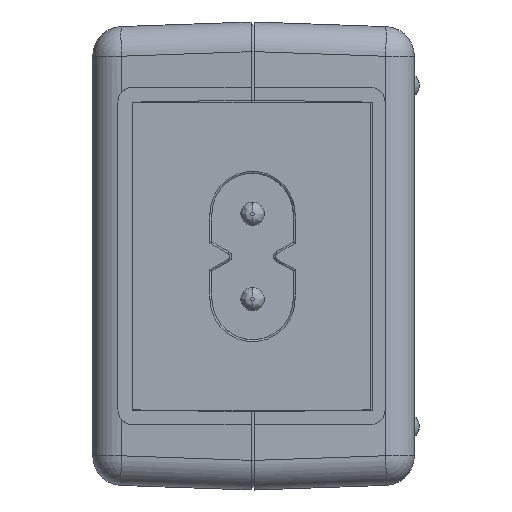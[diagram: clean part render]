
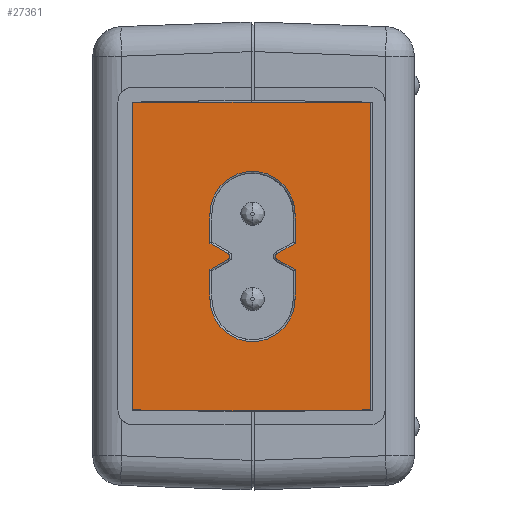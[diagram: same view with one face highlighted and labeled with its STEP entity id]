
A CAD part, left-side view. The second image highlights one B-rep face of the part: STEP entity #27361.
In plain terms, the highlighted face is planar.
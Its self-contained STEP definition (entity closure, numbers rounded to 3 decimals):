
#26550=DIRECTION('',(0.,-1.,0.));
#26551=VECTOR('',#26550,24.2);
#26552=CARTESIAN_POINT('',(-15.6,12.1,0.));
#26553=LINE('',#26552,#26551);
#26554=DIRECTION('',(1.,0.,0.));
#26555=VECTOR('',#26554,31.2);
#26556=CARTESIAN_POINT('',(-15.6,-12.1,0.));
#26557=LINE('',#26556,#26555);
#26558=DIRECTION('',(0.,1.,0.));
#26559=VECTOR('',#26558,24.2);
#26560=CARTESIAN_POINT('',(15.6,-12.1,0.));
#26561=LINE('',#26560,#26559);
#26562=DIRECTION('',(-1.,0.,0.));
#26563=VECTOR('',#26562,31.2);
#26564=CARTESIAN_POINT('',(15.6,12.1,0.));
#26565=LINE('',#26564,#26563);
#26566=DIRECTION('',(0.5,0.866,0.));
#26567=VECTOR('',#26566,2.124);
#26568=CARTESIAN_POINT('',(0.269,2.461,0.));
#26569=LINE('',#26568,#26567);
#26570=CARTESIAN_POINT('',(4.3,0.,0.));
#26571=DIRECTION('',(0.,0.,-1.));
#26572=DIRECTION('',(0.,1.,0.));
#26573=AXIS2_PLACEMENT_3D('',#26570,#26571,#26572);
#26575=DIRECTION('',(-0.5,0.866,0.));
#26576=VECTOR('',#26575,2.124);
#26577=CARTESIAN_POINT('',(1.331,-4.3,0.));
#26578=LINE('',#26577,#26576);
#26579=CARTESIAN_POINT('',(0.,-2.616,0.));
#26580=DIRECTION('',(0.,0.,1.));
#26581=DIRECTION('',(0.866,0.5,0.));
#26582=AXIS2_PLACEMENT_3D('',#26579,#26580,#26581);
#26584=DIRECTION('',(-0.5,-0.866,0.));
#26585=VECTOR('',#26584,2.124);
#26586=CARTESIAN_POINT('',(-0.269,-2.461,0.));
#26587=LINE('',#26586,#26585);
#26588=CARTESIAN_POINT('',(-4.3,0.,0.));
#26589=DIRECTION('',(0.,0.,-1.));
#26590=DIRECTION('',(0.,-1.,0.));
#26591=AXIS2_PLACEMENT_3D('',#26588,#26589,#26590);
#26593=DIRECTION('',(0.5,-0.866,0.));
#26594=VECTOR('',#26593,2.124);
#26595=CARTESIAN_POINT('',(-1.331,4.3,0.));
#26596=LINE('',#26595,#26594);
#26597=CARTESIAN_POINT('',(0.,2.616,0.));
#26598=DIRECTION('',(0.,0.,1.));
#26599=DIRECTION('',(-0.866,-0.5,0.));
#26600=AXIS2_PLACEMENT_3D('',#26597,#26598,#26599);
#26818=DIRECTION('',(-1.,0.,0.));
#26819=VECTOR('',#26818,2.969);
#26820=CARTESIAN_POINT('',(-1.331,4.3,0.));
#26821=LINE('',#26820,#26819);
#26864=DIRECTION('',(1.,0.,0.));
#26865=VECTOR('',#26864,2.969);
#26866=CARTESIAN_POINT('',(-4.3,-4.3,0.));
#26867=LINE('',#26866,#26865);
#26916=DIRECTION('',(1.,0.,0.));
#26917=VECTOR('',#26916,2.969);
#26918=CARTESIAN_POINT('',(1.331,-4.3,0.));
#26919=LINE('',#26918,#26917);
#26962=DIRECTION('',(-1.,0.,0.));
#26963=VECTOR('',#26962,2.969);
#26964=CARTESIAN_POINT('',(4.3,4.3,0.));
#26965=LINE('',#26964,#26963);
#27148=CARTESIAN_POINT('',(-15.6,12.1,0.));
#27149=CARTESIAN_POINT('',(-15.6,-12.1,0.));
#27150=VERTEX_POINT('',#27148);
#27151=VERTEX_POINT('',#27149);
#27152=CARTESIAN_POINT('',(15.6,-12.1,0.));
#27153=VERTEX_POINT('',#27152);
#27154=CARTESIAN_POINT('',(15.6,12.1,0.));
#27155=VERTEX_POINT('',#27154);
#27156=CARTESIAN_POINT('',(0.269,2.461,0.));
#27157=CARTESIAN_POINT('',(1.331,4.3,0.));
#27158=VERTEX_POINT('',#27156);
#27159=VERTEX_POINT('',#27157);
#27160=CARTESIAN_POINT('',(4.3,4.3,0.));
#27161=VERTEX_POINT('',#27160);
#27162=CARTESIAN_POINT('',(4.3,-4.3,0.));
#27163=VERTEX_POINT('',#27162);
#27164=CARTESIAN_POINT('',(1.331,-4.3,0.));
#27165=VERTEX_POINT('',#27164);
#27166=CARTESIAN_POINT('',(0.269,-2.461,0.));
#27167=VERTEX_POINT('',#27166);
#27168=CARTESIAN_POINT('',(-0.269,-2.461,0.));
#27169=VERTEX_POINT('',#27168);
#27170=CARTESIAN_POINT('',(-1.331,-4.3,0.));
#27171=VERTEX_POINT('',#27170);
#27172=CARTESIAN_POINT('',(-4.3,-4.3,0.));
#27173=VERTEX_POINT('',#27172);
#27174=CARTESIAN_POINT('',(-4.3,4.3,0.));
#27175=VERTEX_POINT('',#27174);
#27176=CARTESIAN_POINT('',(-1.331,4.3,0.));
#27177=VERTEX_POINT('',#27176);
#27178=CARTESIAN_POINT('',(-0.269,2.461,0.));
#27179=VERTEX_POINT('',#27178);
#27320=CARTESIAN_POINT('',(0.,0.,0.));
#27321=DIRECTION('',(0.,0.,1.));
#27322=DIRECTION('',(1.,0.,0.));
#27323=AXIS2_PLACEMENT_3D('',#27320,#27321,#27322);
#27324=PLANE('',#27323);
#27326=ORIENTED_EDGE('',*,*,#27325,.T.);
#27328=ORIENTED_EDGE('',*,*,#27327,.T.);
#27330=ORIENTED_EDGE('',*,*,#27329,.T.);
#27332=ORIENTED_EDGE('',*,*,#27331,.T.);
#27333=EDGE_LOOP('',(#27326,#27328,#27330,#27332));
#27334=FACE_OUTER_BOUND('',#27333,.F.);
#27336=ORIENTED_EDGE('',*,*,#27335,.T.);
#27338=ORIENTED_EDGE('',*,*,#27337,.F.);
#27340=ORIENTED_EDGE('',*,*,#27339,.T.);
#27342=ORIENTED_EDGE('',*,*,#27341,.F.);
#27344=ORIENTED_EDGE('',*,*,#27343,.T.);
#27346=ORIENTED_EDGE('',*,*,#27345,.T.);
#27348=ORIENTED_EDGE('',*,*,#27347,.T.);
#27350=ORIENTED_EDGE('',*,*,#27349,.F.);
#27352=ORIENTED_EDGE('',*,*,#27351,.T.);
#27354=ORIENTED_EDGE('',*,*,#27353,.F.);
#27356=ORIENTED_EDGE('',*,*,#27355,.T.);
#27358=ORIENTED_EDGE('',*,*,#27357,.T.);
#27359=EDGE_LOOP('',(#27336,#27338,#27340,#27342,#27344,#27346,#27348,#27350,
#27352,#27354,#27356,#27358));
#27360=FACE_BOUND('',#27359,.F.);
#26574=CIRCLE('',#26573,4.3);
#26583=CIRCLE('',#26582,0.31);
#26592=CIRCLE('',#26591,4.3);
#26601=CIRCLE('',#26600,0.31);
#27325=EDGE_CURVE('',#27150,#27151,#26553,.T.);
#27327=EDGE_CURVE('',#27151,#27153,#26557,.T.);
#27329=EDGE_CURVE('',#27153,#27155,#26561,.T.);
#27331=EDGE_CURVE('',#27155,#27150,#26565,.T.);
#27335=EDGE_CURVE('',#27158,#27159,#26569,.T.);
#27337=EDGE_CURVE('',#27161,#27159,#26965,.T.);
#27339=EDGE_CURVE('',#27161,#27163,#26574,.T.);
#27341=EDGE_CURVE('',#27165,#27163,#26919,.T.);
#27343=EDGE_CURVE('',#27165,#27167,#26578,.T.);
#27345=EDGE_CURVE('',#27167,#27169,#26583,.T.);
#27347=EDGE_CURVE('',#27169,#27171,#26587,.T.);
#27349=EDGE_CURVE('',#27173,#27171,#26867,.T.);
#27351=EDGE_CURVE('',#27173,#27175,#26592,.T.);
#27353=EDGE_CURVE('',#27177,#27175,#26821,.T.);
#27355=EDGE_CURVE('',#27177,#27179,#26596,.T.);
#27357=EDGE_CURVE('',#27179,#27158,#26601,.T.);
#27361=ADVANCED_FACE('',(#27334,#27360),#27324,.F.);
